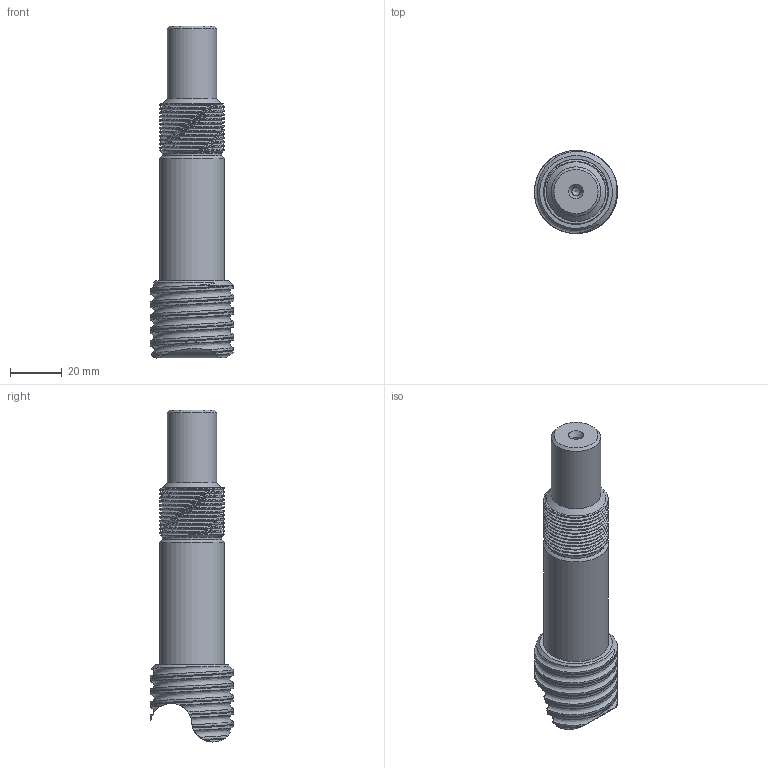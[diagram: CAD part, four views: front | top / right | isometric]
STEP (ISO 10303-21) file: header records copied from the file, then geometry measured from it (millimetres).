
FILE_DESCRIPTION(/* description */ ('Alibre Inc.'),/* implementation_level */ '2;1');
FILE_NAME(/* name */ 'export-63F19074-1C29-44C7-A11F-4F45BF62CB5E',/* time_stamp */ '2022-02-11T14:02:27+01:00',/* author */ (''),/* organization */ (''),/* preprocessor_version */ 'ST-DEVELOPER v17',/* originating_system */ 'Alibre',/* authorisation */ '');
FILE_SCHEMA (('AUTOMOTIVE_DESIGN'));
Length unit declared in the file: millimetre
Bounding box: 32 x 32 x 127.83 mm (x, y, z)
Volume: 57733.9 mm3; surface area: 12794.6 mm2
Topology: 1 solids, 1 shells, 53 faces, 139 edges, 90 vertices
Faces by surface type: cylinder 21, bspline 20, cone 8, plane 4
Full cylindrical faces by diameter (mm): 3.15 x1, 19 x1, 22.9 x1, 25 x1
Entity records: 19432 total; most frequent: CARTESIAN_POINT 18542, ORIENTED_EDGE 242, EDGE_CURVE 121, VERTEX_POINT 85, B_SPLINE_CURVE_WITH_KNOTS 76, DIRECTION 67, FACE_BOUND 66, EDGE_LOOP 65
